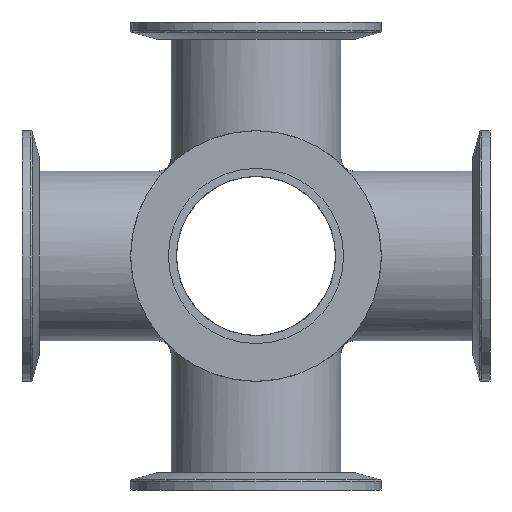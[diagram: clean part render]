
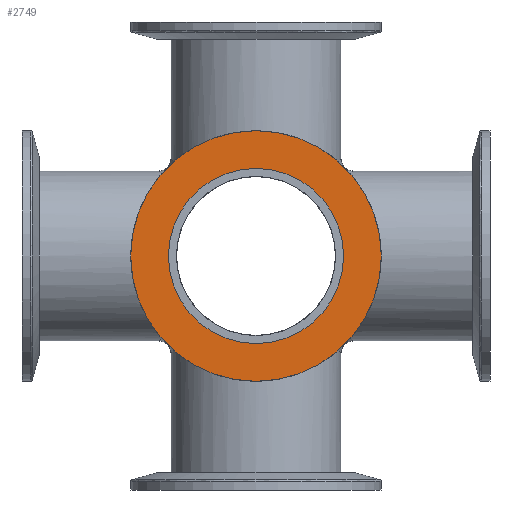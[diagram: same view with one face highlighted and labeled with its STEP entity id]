
A CAD part, left-side view. The second image highlights one B-rep face of the part: STEP entity #2749.
In plain terms, the highlighted face is planar.
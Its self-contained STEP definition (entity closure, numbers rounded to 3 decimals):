
#11 = DIRECTION ( 'NONE',  ( 0., 0., 1. ) ) ;
#103 = EDGE_LOOP ( 'NONE', ( #1352 ) ) ;
#233 = EDGE_CURVE ( 'NONE', #3625, #3625, #1195, .T. ) ;
#457 = AXIS2_PLACEMENT_3D ( 'NONE', #5230, #897, #11 ) ;
#897 = DIRECTION ( 'NONE',  ( 0., 1., 0. ) ) ;
#1195 = CIRCLE ( 'NONE', #4460, 26.2 ) ;
#1304 = DIRECTION ( 'NONE',  ( 0., 0., -1. ) ) ;
#1352 = ORIENTED_EDGE ( 'NONE', *, *, #2337, .T. ) ;
#1372 = CARTESIAN_POINT ( 'NONE',  ( 0., 3., 0. ) ) ;
#2337 = EDGE_CURVE ( 'NONE', #7156, #7156, #6550, .T. ) ;
#2749 = ADVANCED_FACE ( 'NONE', ( #3810, #5269 ), #6405, .T. ) ;
#3203 = ORIENTED_EDGE ( 'NONE', *, *, #233, .T. ) ;
#3393 = CARTESIAN_POINT ( 'NONE',  ( 0., 3., 37.5 ) ) ;
#3491 = CARTESIAN_POINT ( 'NONE',  ( 0., 3., 0. ) ) ;
#3625 = VERTEX_POINT ( 'NONE', #6101 ) ;
#3810 = FACE_BOUND ( 'NONE', #7345, .T. ) ;
#4460 = AXIS2_PLACEMENT_3D ( 'NONE', #3491, #6377, #1304 ) ;
#4941 = DIRECTION ( 'NONE',  ( 0., 0., 1. ) ) ;
#5102 = AXIS2_PLACEMENT_3D ( 'NONE', #1372, #9187, #4941 ) ;
#5230 = CARTESIAN_POINT ( 'NONE',  ( 0., 3., 0. ) ) ;
#5269 = FACE_OUTER_BOUND ( 'NONE', #103, .T. ) ;
#6101 = CARTESIAN_POINT ( 'NONE',  ( 0., 3., -26.2 ) ) ;
#6377 = DIRECTION ( 'NONE',  ( 0., -1., 0. ) ) ;
#6405 = PLANE ( 'NONE',  #5102 ) ;
#6550 = CIRCLE ( 'NONE', #457, 37.5 ) ;
#7156 = VERTEX_POINT ( 'NONE', #3393 ) ;
#7345 = EDGE_LOOP ( 'NONE', ( #3203 ) ) ;
#9187 = DIRECTION ( 'NONE',  ( 0., 1., 0. ) ) ;
